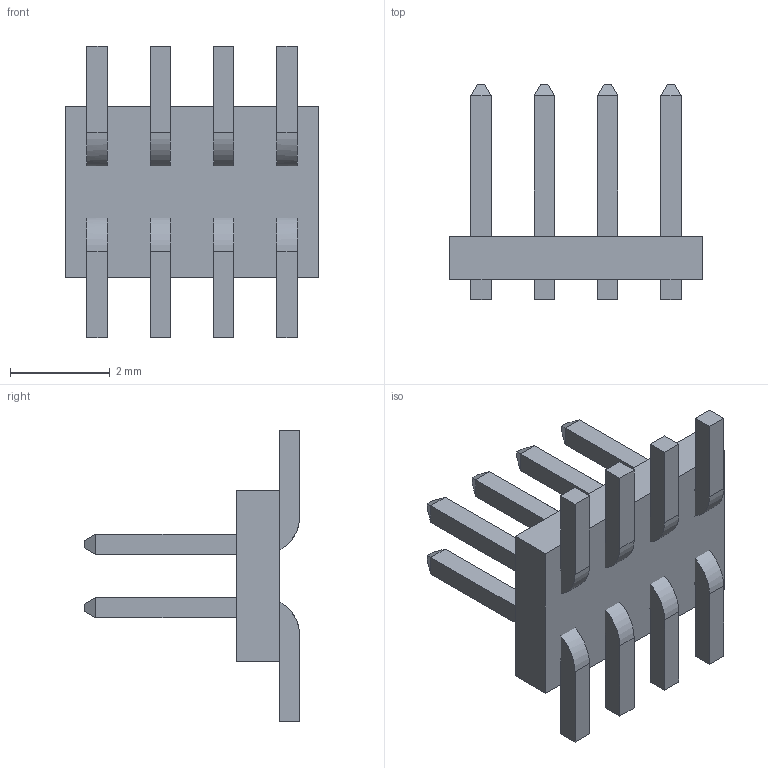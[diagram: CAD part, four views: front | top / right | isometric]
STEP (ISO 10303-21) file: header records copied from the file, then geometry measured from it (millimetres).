
FILE_DESCRIPTION( ( 'STEP AP214' ), '1' );
FILE_NAME( 'FTS-104-01-F-DV-TR.stp', '2019-05-07T04:54:03', ( '' ), ( '' ), ' ', 'PARTsolutions', ' ' );
FILE_SCHEMA( ( 'AUTOMOTIVE_DESIGN { 1 0 10303 214 1 1 1 1 }' ) );
Length unit declared in the file: inch
Products named in the file (4): FTS-104-01-F-DV-TR; _FTS-104-01-F-DV-TR_body; _FTS-104-01-F-DV-TR_pins1; _FTS-104-01-F-DV-TR_pins2
Assembly tree (3 placements, depth 2):
  FTS-104-01-F-DV-TR
    _FTS-104-01-F-DV-TR_body
    _FTS-104-01-F-DV-TR_pins1
    _FTS-104-01-F-DV-TR_pins2
Bounding box: 5.08 x 4.32 x 5.84 mm (x, y, z)
Volume: 26.8 mm3; surface area: 160.4 mm2
Topology: 3 solids, 3 shells, 124 faces, 322 edges, 204 vertices
Faces by surface type: plane 120, cylinder 4
Entity records: 4764 total; most frequent: CARTESIAN_POINT 654, ORIENTED_EDGE 644, DIRECTION 610, EDGE_CURVE 322, LINE 290, VECTOR 290, VERTEX_POINT 204, AXIS2_PLACEMENT_3D 160
